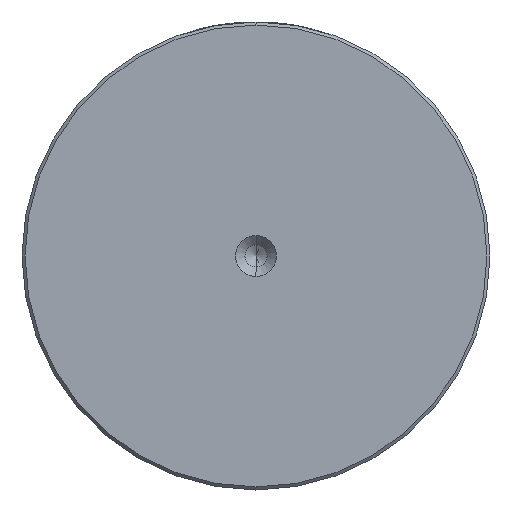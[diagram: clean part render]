
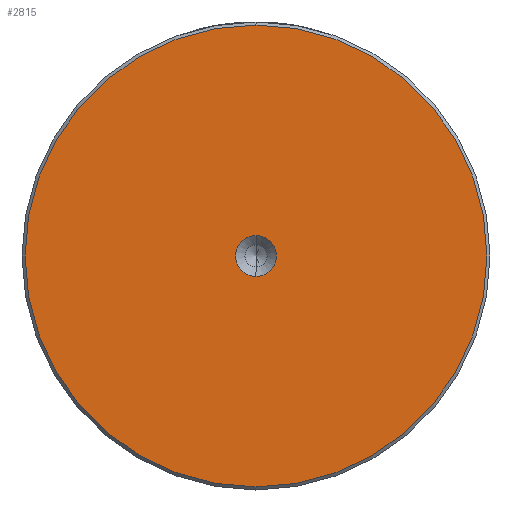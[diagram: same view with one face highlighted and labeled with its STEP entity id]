
A CAD part, left-side view. The second image highlights one B-rep face of the part: STEP entity #2815.
In plain terms, the highlighted planar face has unit normal (-1, 0, 0).
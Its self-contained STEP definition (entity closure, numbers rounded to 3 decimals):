
#74 = EDGE_CURVE ( 'NONE', #965, #1002, #1563, .T. ) ;
#76 = AXIS2_PLACEMENT_3D ( 'NONE', #2690, #1099, #2943 ) ;
#165 = CIRCLE ( 'NONE', #321, 37.5 ) ;
#185 = AXIS2_PLACEMENT_3D ( 'NONE', #689, #2528, #2767 ) ;
#251 = CARTESIAN_POINT ( 'NONE',  ( 0., 0., -3.3 ) ) ;
#312 = ORIENTED_EDGE ( 'NONE', *, *, #74, .F. ) ;
#321 = AXIS2_PLACEMENT_3D ( 'NONE', #769, #2616, #1024 ) ;
#495 = PLANE ( 'NONE',  #2855 ) ;
#550 = VERTEX_POINT ( 'NONE', #1105 ) ;
#689 = CARTESIAN_POINT ( 'NONE',  ( 0., 0., 0. ) ) ;
#755 = DIRECTION ( 'NONE',  ( 0., 0., 1. ) ) ;
#769 = CARTESIAN_POINT ( 'NONE',  ( 0., 0., 0. ) ) ;
#852 = FACE_BOUND ( 'NONE', #3321, .T. ) ;
#928 = DIRECTION ( 'NONE',  ( -1., 0., 0. ) ) ;
#956 = ORIENTED_EDGE ( 'NONE', *, *, #2847, .T. ) ;
#965 = VERTEX_POINT ( 'NONE', #251 ) ;
#1002 = VERTEX_POINT ( 'NONE', #2433 ) ;
#1024 = DIRECTION ( 'NONE',  ( 0., 0., 1. ) ) ;
#1099 = DIRECTION ( 'NONE',  ( -1., 0., 0. ) ) ;
#1105 = CARTESIAN_POINT ( 'NONE',  ( 0., 0., 37.5 ) ) ;
#1321 = EDGE_CURVE ( 'NONE', #1002, #965, #3333, .T. ) ;
#1480 = CARTESIAN_POINT ( 'NONE',  ( 0., 0., -37.5 ) ) ;
#1493 = ORIENTED_EDGE ( 'NONE', *, *, #3259, .T. ) ;
#1563 = CIRCLE ( 'NONE', #185, 3.3 ) ;
#2345 = FACE_OUTER_BOUND ( 'NONE', #2368, .T. ) ;
#2368 = EDGE_LOOP ( 'NONE', ( #1493, #956 ) ) ;
#2433 = CARTESIAN_POINT ( 'NONE',  ( 0., 0., 3.3 ) ) ;
#2474 = CIRCLE ( 'NONE', #2859, 37.5 ) ;
#2519 = CARTESIAN_POINT ( 'NONE',  ( 0., 0., 0. ) ) ;
#2528 = DIRECTION ( 'NONE',  ( -1., 0., 0. ) ) ;
#2616 = DIRECTION ( 'NONE',  ( -1., 0., 0. ) ) ;
#2690 = CARTESIAN_POINT ( 'NONE',  ( 0., 0., 0. ) ) ;
#2706 = ORIENTED_EDGE ( 'NONE', *, *, #1321, .F. ) ;
#2743 = VERTEX_POINT ( 'NONE', #1480 ) ;
#2767 = DIRECTION ( 'NONE',  ( 0., 0., 1. ) ) ;
#2777 = DIRECTION ( 'NONE',  ( 0., 0., 1. ) ) ;
#2815 = ADVANCED_FACE ( 'NONE', ( #2345, #852 ), #495, .T. ) ;
#2846 = CARTESIAN_POINT ( 'NONE',  ( 0., 0., 0. ) ) ;
#2847 = EDGE_CURVE ( 'NONE', #550, #2743, #165, .T. ) ;
#2855 = AXIS2_PLACEMENT_3D ( 'NONE', #2846, #3106, #755 ) ;
#2859 = AXIS2_PLACEMENT_3D ( 'NONE', #2519, #928, #2777 ) ;
#2943 = DIRECTION ( 'NONE',  ( 0., 0., 1. ) ) ;
#3106 = DIRECTION ( 'NONE',  ( -1., 0., 0. ) ) ;
#3259 = EDGE_CURVE ( 'NONE', #2743, #550, #2474, .T. ) ;
#3321 = EDGE_LOOP ( 'NONE', ( #2706, #312 ) ) ;
#3333 = CIRCLE ( 'NONE', #76, 3.3 ) ;
